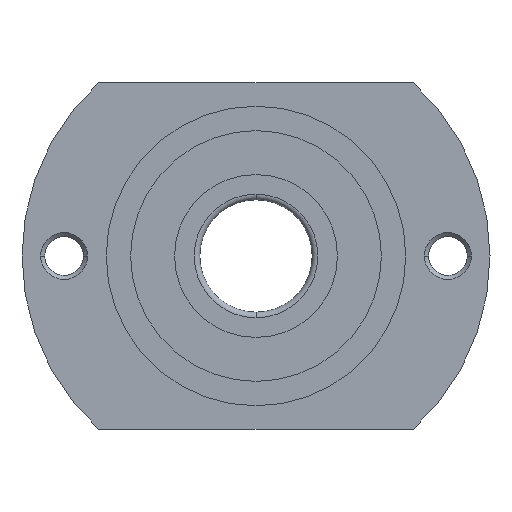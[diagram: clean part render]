
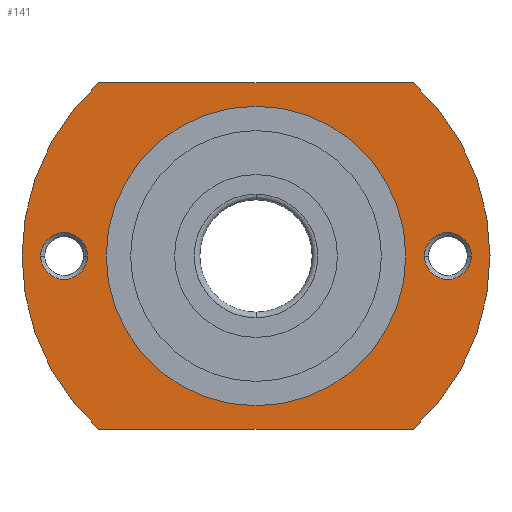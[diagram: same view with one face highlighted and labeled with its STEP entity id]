
A CAD part, left-side view. The second image highlights one B-rep face of the part: STEP entity #141.
In plain terms, the highlighted planar face has unit normal (-1, 0, 0).
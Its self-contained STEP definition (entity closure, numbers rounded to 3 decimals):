
#141 = ADVANCED_FACE( '', ( #209, #210, #211, #212 ), #213, .T. );
#209 = FACE_BOUND( '', #320, .T. );
#210 = FACE_BOUND( '', #321, .T. );
#211 = FACE_OUTER_BOUND( '', #322, .T. );
#212 = FACE_BOUND( '', #323, .T. );
#213 = PLANE( '', #324 );
#320 = EDGE_LOOP( '', ( #521, #522 ) );
#321 = EDGE_LOOP( '', ( #523, #524 ) );
#322 = EDGE_LOOP( '', ( #525, #526, #527, #528, #529, #530 ) );
#323 = EDGE_LOOP( '', ( #531, #532 ) );
#324 = AXIS2_PLACEMENT_3D( '', #533, #534, #535 );
#521 = ORIENTED_EDGE( '', *, *, #811, .T. );
#522 = ORIENTED_EDGE( '', *, *, #799, .T. );
#523 = ORIENTED_EDGE( '', *, *, #815, .T. );
#524 = ORIENTED_EDGE( '', *, *, #789, .T. );
#525 = ORIENTED_EDGE( '', *, *, #817, .T. );
#526 = ORIENTED_EDGE( '', *, *, #785, .T. );
#527 = ORIENTED_EDGE( '', *, *, #822, .T. );
#528 = ORIENTED_EDGE( '', *, *, #820, .T. );
#529 = ORIENTED_EDGE( '', *, *, #823, .T. );
#530 = ORIENTED_EDGE( '', *, *, #775, .T. );
#531 = ORIENTED_EDGE( '', *, *, #824, .F. );
#532 = ORIENTED_EDGE( '', *, *, #783, .F. );
#533 = CARTESIAN_POINT( '', ( -6., 20.5, 0. ) );
#534 = DIRECTION( '', ( -1., 0., 0. ) );
#535 = DIRECTION( '', ( 0., 1., 0. ) );
#775 = EDGE_CURVE( '', #888, #892, #894, .T. );
#783 = EDGE_CURVE( '', #908, #904, #910, .T. );
#785 = EDGE_CURVE( '', #914, #911, #915, .T. );
#789 = EDGE_CURVE( '', #922, #919, #923, .T. );
#799 = EDGE_CURVE( '', #940, #937, #941, .T. );
#811 = EDGE_CURVE( '', #937, #940, #958, .T. );
#815 = EDGE_CURVE( '', #919, #922, #962, .T. );
#817 = EDGE_CURVE( '', #892, #914, #964, .T. );
#820 = EDGE_CURVE( '', #970, #968, #971, .T. );
#822 = EDGE_CURVE( '', #911, #970, #973, .T. );
#823 = EDGE_CURVE( '', #968, #888, #974, .T. );
#824 = EDGE_CURVE( '', #904, #908, #975, .T. );
#888 = VERTEX_POINT( '', #1078 );
#892 = VERTEX_POINT( '', #1083 );
#894 = CIRCLE( '', #1086, 25. );
#904 = VERTEX_POINT( '', #1098 );
#908 = VERTEX_POINT( '', #1103 );
#910 = CIRCLE( '', #1106, 16. );
#911 = VERTEX_POINT( '', #1107 );
#914 = VERTEX_POINT( '', #1111 );
#915 = CIRCLE( '', #1112, 25. );
#919 = VERTEX_POINT( '', #1117 );
#922 = VERTEX_POINT( '', #1121 );
#923 = CIRCLE( '', #1122, 2.5 );
#937 = VERTEX_POINT( '', #1141 );
#940 = VERTEX_POINT( '', #1145 );
#941 = CIRCLE( '', #1146, 2.5 );
#958 = CIRCLE( '', #1168, 2.5 );
#962 = CIRCLE( '', #1172, 2.5 );
#964 = LINE( '', #1175, #1176 );
#968 = VERTEX_POINT( '', #1181 );
#970 = VERTEX_POINT( '', #1184 );
#971 = LINE( '', #1185, #1186 );
#973 = CIRCLE( '', #1189, 25. );
#974 = CIRCLE( '', #1190, 25. );
#975 = CIRCLE( '', #1191, 16. );
#1078 = CARTESIAN_POINT( '', ( -6., 25., 0. ) );
#1083 = CARTESIAN_POINT( '', ( -6., 16.815, -18.5 ) );
#1086 = AXIS2_PLACEMENT_3D( '', #1310, #1311, #1312 );
#1098 = CARTESIAN_POINT( '', ( -6., 16., 0. ) );
#1103 = CARTESIAN_POINT( '', ( -6., -16., 0. ) );
#1106 = AXIS2_PLACEMENT_3D( '', #1326, #1327, #1328 );
#1107 = CARTESIAN_POINT( '', ( -6., -25., 0. ) );
#1111 = CARTESIAN_POINT( '', ( -6., -16.815, -18.5 ) );
#1112 = AXIS2_PLACEMENT_3D( '', #1330, #1331, #1332 );
#1117 = CARTESIAN_POINT( '', ( -6., -18., 0. ) );
#1121 = CARTESIAN_POINT( '', ( -6., -23., 0. ) );
#1122 = AXIS2_PLACEMENT_3D( '', #1338, #1339, #1340 );
#1141 = CARTESIAN_POINT( '', ( -6., 23., 0. ) );
#1145 = CARTESIAN_POINT( '', ( -6., 18., 0. ) );
#1146 = AXIS2_PLACEMENT_3D( '', #1356, #1357, #1358 );
#1168 = AXIS2_PLACEMENT_3D( '', #1382, #1383, #1384 );
#1172 = AXIS2_PLACEMENT_3D( '', #1394, #1395, #1396 );
#1175 = CARTESIAN_POINT( '', ( -6., 22.75, -18.5 ) );
#1176 = VECTOR( '', #1398, 1. );
#1181 = CARTESIAN_POINT( '', ( -6., 16.815, 18.5 ) );
#1184 = CARTESIAN_POINT( '', ( -6., -16.815, 18.5 ) );
#1185 = CARTESIAN_POINT( '', ( -6., -2.25, 18.5 ) );
#1186 = VECTOR( '', #1401, 1. );
#1189 = AXIS2_PLACEMENT_3D( '', #1403, #1404, #1405 );
#1190 = AXIS2_PLACEMENT_3D( '', #1406, #1407, #1408 );
#1191 = AXIS2_PLACEMENT_3D( '', #1409, #1410, #1411 );
#1310 = CARTESIAN_POINT( '', ( -6., 0., 0. ) );
#1311 = DIRECTION( '', ( -1., 0., 0. ) );
#1312 = DIRECTION( '', ( 0., 1., 0. ) );
#1326 = CARTESIAN_POINT( '', ( -6., 0., 0. ) );
#1327 = DIRECTION( '', ( -1., 0., 0. ) );
#1328 = DIRECTION( '', ( 0., 1., 0. ) );
#1330 = CARTESIAN_POINT( '', ( -6., 0., 0. ) );
#1331 = DIRECTION( '', ( -1., 0., 0. ) );
#1332 = DIRECTION( '', ( 0., 1., 0. ) );
#1338 = CARTESIAN_POINT( '', ( -6., -20.5, 0. ) );
#1339 = DIRECTION( '', ( 1., 0., 0. ) );
#1340 = DIRECTION( '', ( 0., 1., 0. ) );
#1356 = CARTESIAN_POINT( '', ( -6., 20.5, 0. ) );
#1357 = DIRECTION( '', ( 1., 0., 0. ) );
#1358 = DIRECTION( '', ( 0., 1., 0. ) );
#1382 = CARTESIAN_POINT( '', ( -6., 20.5, 0. ) );
#1383 = DIRECTION( '', ( 1., 0., 0. ) );
#1384 = DIRECTION( '', ( 0., 1., 0. ) );
#1394 = CARTESIAN_POINT( '', ( -6., -20.5, 0. ) );
#1395 = DIRECTION( '', ( 1., 0., 0. ) );
#1396 = DIRECTION( '', ( 0., 1., 0. ) );
#1398 = DIRECTION( '', ( 0., -1., 0. ) );
#1401 = DIRECTION( '', ( 0., 1., 0. ) );
#1403 = CARTESIAN_POINT( '', ( -6., 0., 0. ) );
#1404 = DIRECTION( '', ( -1., 0., 0. ) );
#1405 = DIRECTION( '', ( 0., 1., 0. ) );
#1406 = CARTESIAN_POINT( '', ( -6., 0., 0. ) );
#1407 = DIRECTION( '', ( -1., 0., 0. ) );
#1408 = DIRECTION( '', ( 0., 1., 0. ) );
#1409 = CARTESIAN_POINT( '', ( -6., 0., 0. ) );
#1410 = DIRECTION( '', ( -1., 0., 0. ) );
#1411 = DIRECTION( '', ( 0., 1., 0. ) );
